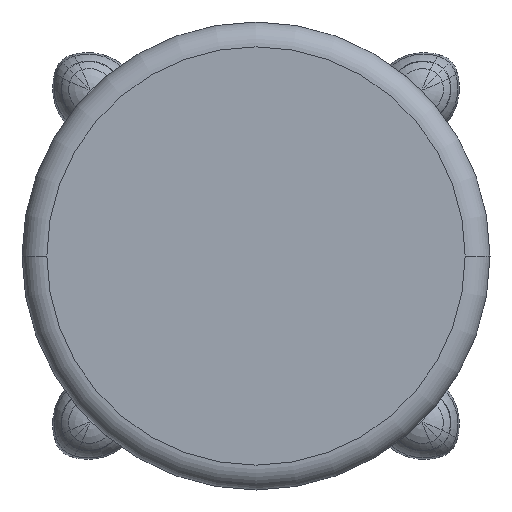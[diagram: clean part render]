
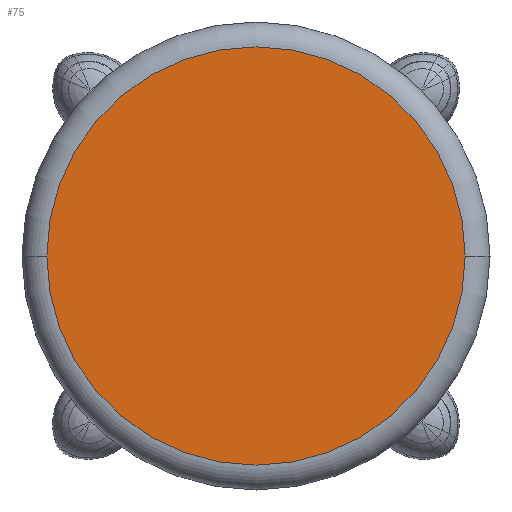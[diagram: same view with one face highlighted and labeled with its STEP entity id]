
A CAD part, front view. The second image highlights one B-rep face of the part: STEP entity #75.
In plain terms, the highlighted planar face has unit normal (0, -1, 0).
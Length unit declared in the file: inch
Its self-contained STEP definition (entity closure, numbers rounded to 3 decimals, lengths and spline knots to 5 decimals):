
#2=CARTESIAN_POINT('',(0.,0.,0.));
#3=DIRECTION('',(0.,-1.,0.));
#4=DIRECTION('',(1.,0.,0.));
#5=AXIS2_PLACEMENT_3D('',#2,#3,#4);
#17=CARTESIAN_POINT('',(0.,0.,0.));
#18=DIRECTION('',(0.,1.,0.));
#19=DIRECTION('',(1.,0.,0.));
#20=AXIS2_PLACEMENT_3D('',#17,#18,#19);
#52=CARTESIAN_POINT('',(1.05,0.,0.));
#54=VERTEX_POINT('',#52);
#58=CARTESIAN_POINT('',(-1.05,0.,0.));
#60=VERTEX_POINT('',#58);
#64=CARTESIAN_POINT('',(0.,0.,0.));
#65=DIRECTION('',(0.,-1.,0.));
#66=DIRECTION('',(-1.,0.,0.));
#67=AXIS2_PLACEMENT_3D('',#64,#65,#66);
#68=PLANE('',#67);
#70=ORIENTED_EDGE('',*,*,#69,.F.);
#72=ORIENTED_EDGE('',*,*,#71,.T.);
#73=EDGE_LOOP('',(#70,#72));
#74=FACE_OUTER_BOUND('',#73,.F.);
#75=ADVANCED_FACE('',(#74),#68,.T.);
#6=CIRCLE('',#5,1.05);
#21=CIRCLE('',#20,1.05);
#69=EDGE_CURVE('',#54,#60,#6,.T.);
#71=EDGE_CURVE('',#54,#60,#21,.T.);
